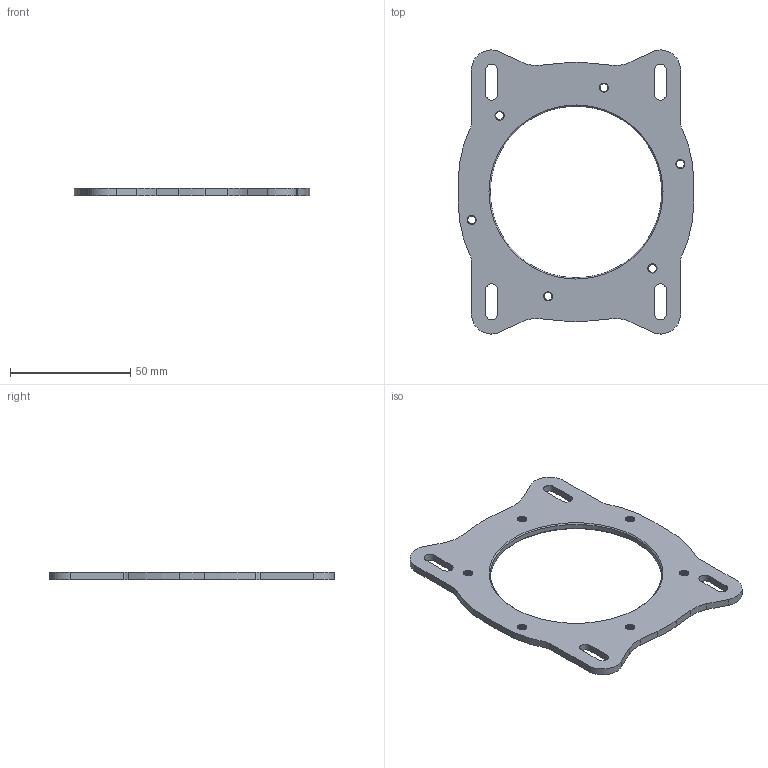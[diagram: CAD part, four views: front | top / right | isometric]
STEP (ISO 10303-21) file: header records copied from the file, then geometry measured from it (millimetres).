
FILE_DESCRIPTION(/* description */ (''),/* implementation_level */ '2;1');
FILE_NAME(/* name */ 'Motor_Base_Plate_Botm v3.step',/* time_stamp */ '2024-11-15T09:09:42+11:00',/* author */ (''),/* organization */ (''),/* preprocessor_version */ 'ST-DEVELOPER v20',/* originating_system */ 'Autodesk Translation Framework v13.20.0.188',/* authorisation */ '');
FILE_SCHEMA (('AUTOMOTIVE_DESIGN { 1 0 10303 214 3 1 1 }'));
Length unit declared in the file: millimetre
Products named in the file (1): Motor_Base_Plate_Botm v3
Bounding box: 98 x 118.3 x 3 mm (x, y, z)
Volume: 17016.1 mm3; surface area: 13909.1 mm2
Topology: 1 solids, 1 shells, 143 faces, 397 edges, 256 vertices
Faces by surface type: cylinder 81, plane 36, cone 14, bspline 12
Full cylindrical faces by diameter (mm): 3.332 x6, 71.5 x1
Entity records: 8992 total; most frequent: CARTESIAN_POINT 5453, ORIENTED_EDGE 794, DIRECTION 645, EDGE_CURVE 397, VERTEX_POINT 256, AXIS2_PLACEMENT_3D 248, EDGE_LOOP 165, LINE 149
